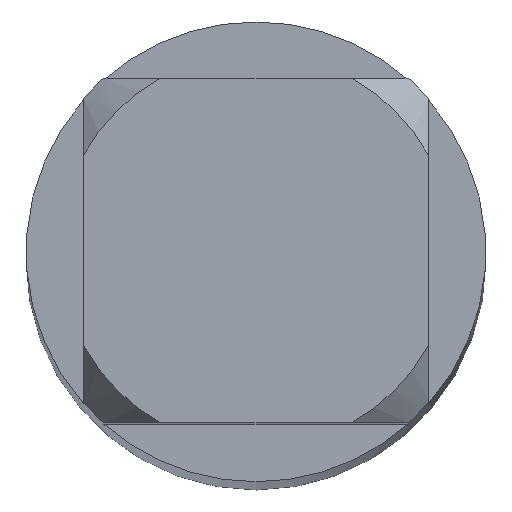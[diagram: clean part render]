
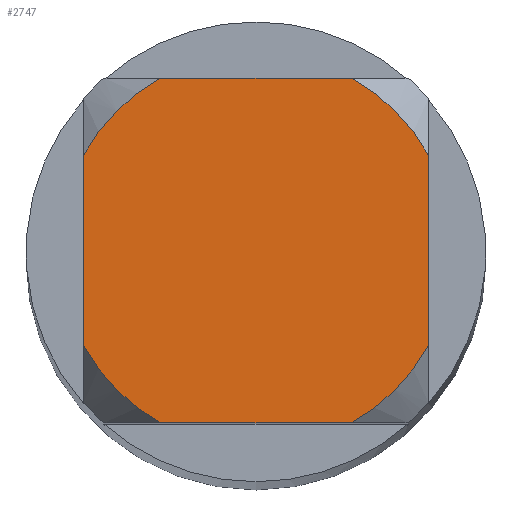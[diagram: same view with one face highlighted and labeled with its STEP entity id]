
A CAD part, top view. The second image highlights one B-rep face of the part: STEP entity #2747.
In plain terms, the highlighted planar face has unit normal (0, 0, 1).
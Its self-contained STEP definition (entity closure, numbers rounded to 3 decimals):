
#1149=VERTEX_POINT('',#3363);
#1339=EDGE_CURVE('',#1723,#2821,#3570,.T.);
#1655=EDGE_CURVE('',#2539,#2821,#3924,.T.);
#1723=VERTEX_POINT('',#4000);
#1999=EDGE_CURVE('',#1723,#3229,#4300,.T.);
#2033=VERTEX_POINT('',#4336);
#2307=EDGE_CURVE('',#2539,#2909,#4638,.T.);
#2445=VERTEX_POINT('',#4785);
#2539=VERTEX_POINT('',#4886);
#2747=ADVANCED_FACE('',(#5115),#5116,.T.);
#2821=VERTEX_POINT('',#5194);
#2857=EDGE_CURVE('',#2033,#1149,#5232,.T.);
#2905=EDGE_CURVE('',#2445,#2909,#5285,.T.);
#2909=VERTEX_POINT('',#5290);
#2961=EDGE_CURVE('',#2033,#3229,#5344,.T.);
#3027=EDGE_CURVE('',#2445,#1149,#5415,.T.);
#3229=VERTEX_POINT('',#5634);
#3363=CARTESIAN_POINT('',(-1.05,-0.581,0.0));
#3570=LINE('',#6209,#6210);
#3924=CIRCLE('',#7136,1.2);
#4000=CARTESIAN_POINT('',(1.05,-0.581,0.0));
#4300=CIRCLE('',#7982,1.2);
#4336=CARTESIAN_POINT('',(-0.581,-1.05,0.0));
#4638=LINE('',#8926,#8927);
#4785=CARTESIAN_POINT('',(-1.05,0.581,0.0));
#4886=CARTESIAN_POINT('',(0.581,1.05,0.0));
#5115=FACE_OUTER_BOUND('',#9804,.T.);
#5116=PLANE('',#9805);
#5194=CARTESIAN_POINT('',(1.05,0.581,0.0));
#5232=CIRCLE('',#10394,1.2);
#5285=CIRCLE('',#10495,1.2);
#5290=CARTESIAN_POINT('',(-0.581,1.05,0.0));
#5344=LINE('',#10606,#10607);
#5415=LINE('',#10783,#10784);
#5634=CARTESIAN_POINT('',(0.581,-1.05,0.0));
#6209=CARTESIAN_POINT('',(1.05,0.3,0.0));
#6210=VECTOR('',#11956,1.0);
#7136=AXIS2_PLACEMENT_3D('',#12399,#12400,#12401);
#7982=AXIS2_PLACEMENT_3D('',#12787,#12788,#12789);
#8926=CARTESIAN_POINT('',(0.0,1.05,0.0));
#8927=VECTOR('',#13143,1.0);
#9804=EDGE_LOOP('',(#13627,#13628,#13629,#13630,#13631,#13632,#13633,#13634));
#9805=AXIS2_PLACEMENT_3D('',#13635,#13636,#13637);
#10394=AXIS2_PLACEMENT_3D('',#13808,#13809,#13810);
#10495=AXIS2_PLACEMENT_3D('',#13874,#13875,#13876);
#10606=CARTESIAN_POINT('',(0.0,-1.05,0.0));
#10607=VECTOR('',#13921,1.0);
#10783=CARTESIAN_POINT('',(-1.05,0.3,0.0));
#10784=VECTOR('',#13985,1.0);
#11956=DIRECTION('',(-0.0,1.0,0.0));
#12399=CARTESIAN_POINT('',(0.0,0.0,0.0));
#12400=DIRECTION('',(0.0,0.0,-1.0));
#12401=DIRECTION('',(0.0,1.0,0.0));
#12787=CARTESIAN_POINT('',(0.0,0.0,0.0));
#12788=DIRECTION('',(0.0,0.0,-1.0));
#12789=DIRECTION('',(0.0,1.0,0.0));
#13143=DIRECTION('',(-1.0,0.0,0.0));
#13627=ORIENTED_EDGE('',*,*,#3027,.T.);
#13628=ORIENTED_EDGE('',*,*,#2857,.F.);
#13629=ORIENTED_EDGE('',*,*,#2961,.T.);
#13630=ORIENTED_EDGE('',*,*,#1999,.F.);
#13631=ORIENTED_EDGE('',*,*,#1339,.T.);
#13632=ORIENTED_EDGE('',*,*,#1655,.F.);
#13633=ORIENTED_EDGE('',*,*,#2307,.T.);
#13634=ORIENTED_EDGE('',*,*,#2905,.F.);
#13635=CARTESIAN_POINT('',(0.0,0.6,0.0));
#13636=DIRECTION('',(-0.0,0.0,1.0));
#13637=DIRECTION('',(0.0,-1.0,0.0));
#13808=CARTESIAN_POINT('',(0.0,0.0,0.0));
#13809=DIRECTION('',(0.0,0.0,-1.0));
#13810=DIRECTION('',(0.0,1.0,0.0));
#13874=CARTESIAN_POINT('',(0.0,0.0,0.0));
#13875=DIRECTION('',(0.0,0.0,-1.0));
#13876=DIRECTION('',(0.0,1.0,0.0));
#13921=DIRECTION('',(1.0,0.0,0.0));
#13985=DIRECTION('',(-0.0,-1.0,0.0));
